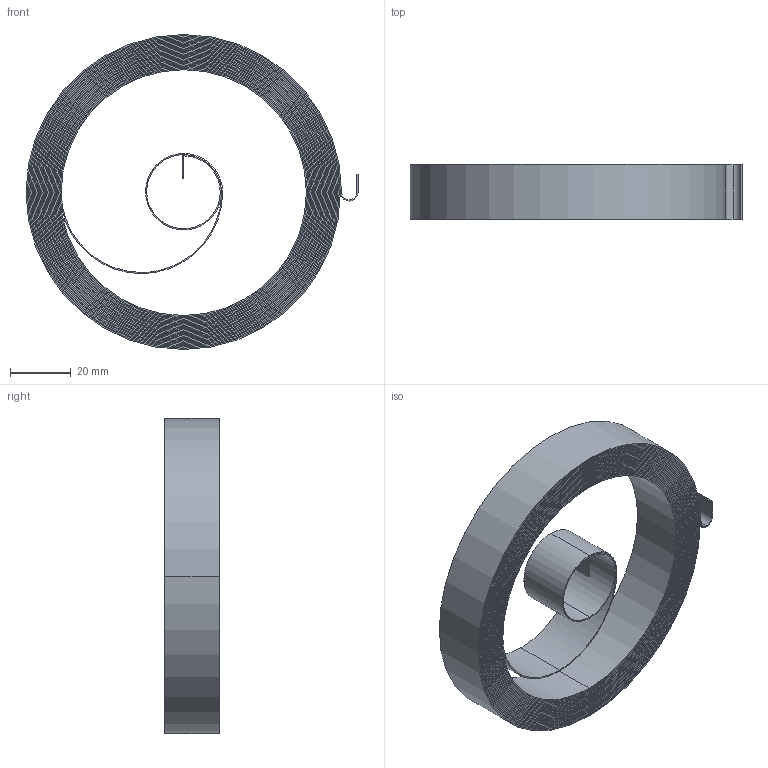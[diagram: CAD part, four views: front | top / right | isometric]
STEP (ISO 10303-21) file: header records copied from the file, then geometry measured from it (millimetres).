
FILE_DESCRIPTION (( 'STEP AP214' ), '1' );
FILE_NAME ('CS4018850.STEP', '2020-03-13T08:46:06', ( '' ), ( '' ), 'SwSTEP 2.0', 'SolidWorks 2020', '' );
FILE_SCHEMA (( 'AUTOMOTIVE_DESIGN' ));
Length unit declared in the file: millimetre
Products named in the file (1): CS4018850
Bounding box: 109.4 x 18 x 103.8 mm (x, y, z)
Volume: 60875.3 mm3; surface area: 311917.8 mm2
Topology: 1 solids, 1 shells, 192 faces, 570 edges, 380 vertices
Faces by surface type: cylinder 184, plane 8
Entity records: 6696 total; most frequent: DIRECTION 1324, CARTESIAN_POINT 1143, ORIENTED_EDGE 1140, EDGE_CURVE 570, AXIS2_PLACEMENT_3D 561, VERTEX_POINT 380, CIRCLE 368, LINE 202
